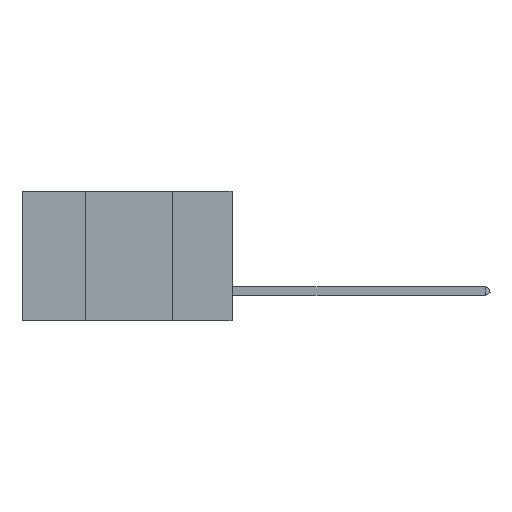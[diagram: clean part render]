
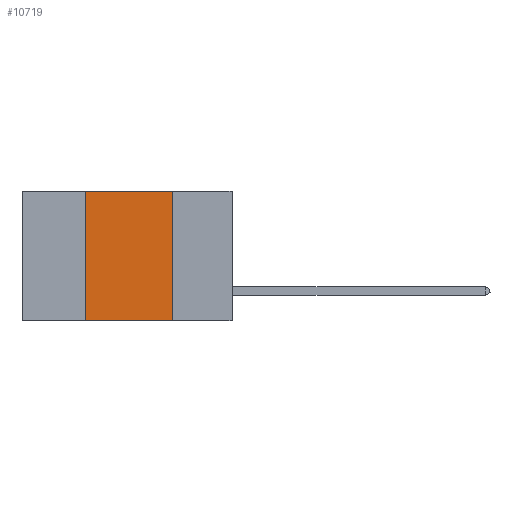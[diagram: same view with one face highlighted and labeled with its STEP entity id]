
A CAD part, left-side view. The second image highlights one B-rep face of the part: STEP entity #10719.
In plain terms, the highlighted planar face has unit normal (-1, 0, 0).
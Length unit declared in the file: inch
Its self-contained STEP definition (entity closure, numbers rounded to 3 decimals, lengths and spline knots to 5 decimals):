
#898 = DIRECTION ( 'NONE',  ( 0., 0., -1. ) ) ;
#1115 = FACE_OUTER_BOUND ( 'NONE', #8548, .T. ) ;
#1427 = ORIENTED_EDGE ( 'NONE', *, *, #8510, .F. ) ;
#1858 = ORIENTED_EDGE ( 'NONE', *, *, #16625, .F. ) ;
#1884 = LINE ( 'NONE', #14518, #20807 ) ;
#1907 = LINE ( 'NONE', #3531, #22536 ) ;
#3131 = VECTOR ( 'NONE', #9284, 39.37008 ) ;
#3531 = CARTESIAN_POINT ( 'NONE',  ( 0., 0.6, -0.37 ) ) ;
#4253 = CARTESIAN_POINT ( 'NONE',  ( 0., 0.42, -0.37 ) ) ;
#6372 = VECTOR ( 'NONE', #20862, 39.37008 ) ;
#6608 = CARTESIAN_POINT ( 'NONE',  ( 0., 0.17, 0. ) ) ;
#7741 = VERTEX_POINT ( 'NONE', #21843 ) ;
#8510 = EDGE_CURVE ( 'NONE', #17953, #22081, #18055, .T. ) ;
#8548 = EDGE_LOOP ( 'NONE', ( #1427, #1858, #15428, #9943 ) ) ;
#9284 = DIRECTION ( 'NONE',  ( 0., 0., 1. ) ) ;
#9685 = CARTESIAN_POINT ( 'NONE',  ( 0., 0.6, 0. ) ) ;
#9926 = DIRECTION ( 'NONE',  ( 1., 0., 0. ) ) ;
#9943 = ORIENTED_EDGE ( 'NONE', *, *, #16054, .T. ) ;
#10375 = LINE ( 'NONE', #16021, #3131 ) ;
#10719 = ADVANCED_FACE ( 'NONE', ( #1115 ), #13160, .F. ) ;
#13160 = PLANE ( 'NONE',  #21571 ) ;
#13770 = VERTEX_POINT ( 'NONE', #4253 ) ;
#14213 = DIRECTION ( 'NONE',  ( 0., -1., 0. ) ) ;
#14518 = CARTESIAN_POINT ( 'NONE',  ( 0., 0.6, 0. ) ) ;
#15044 = CARTESIAN_POINT ( 'NONE',  ( 0., 0.17, 0. ) ) ;
#15428 = ORIENTED_EDGE ( 'NONE', *, *, #19668, .F. ) ;
#16021 = CARTESIAN_POINT ( 'NONE',  ( 0., 0.42, 0. ) ) ;
#16054 = EDGE_CURVE ( 'NONE', #13770, #22081, #1907, .T. ) ;
#16625 = EDGE_CURVE ( 'NONE', #7741, #17953, #1884, .T. ) ;
#17953 = VERTEX_POINT ( 'NONE', #15044 ) ;
#18055 = LINE ( 'NONE', #6608, #6372 ) ;
#18420 = DIRECTION ( 'NONE',  ( 0., -1., 0. ) ) ;
#19342 = CARTESIAN_POINT ( 'NONE',  ( 0., 0.17, -0.37 ) ) ;
#19668 = EDGE_CURVE ( 'NONE', #13770, #7741, #10375, .T. ) ;
#20807 = VECTOR ( 'NONE', #18420, 39.37008 ) ;
#20862 = DIRECTION ( 'NONE',  ( 0., 0., -1. ) ) ;
#21571 = AXIS2_PLACEMENT_3D ( 'NONE', #9685, #9926, #898 ) ;
#21843 = CARTESIAN_POINT ( 'NONE',  ( 0., 0.42, 0. ) ) ;
#22081 = VERTEX_POINT ( 'NONE', #19342 ) ;
#22536 = VECTOR ( 'NONE', #14213, 39.37008 ) ;
